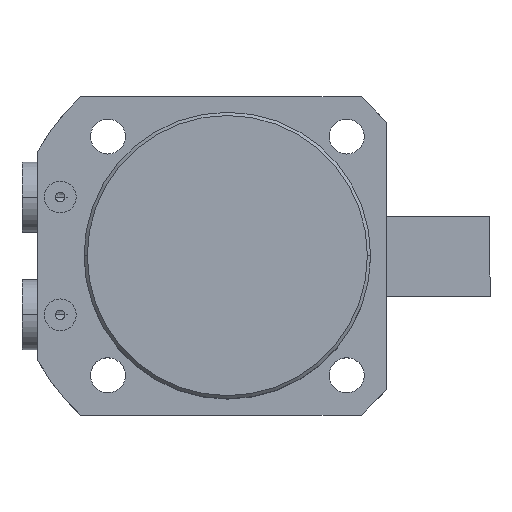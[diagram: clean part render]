
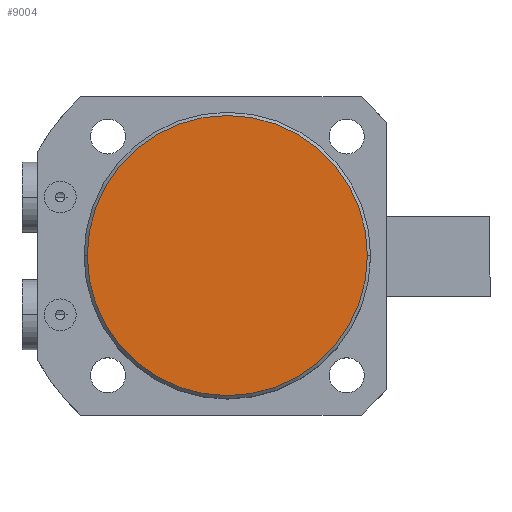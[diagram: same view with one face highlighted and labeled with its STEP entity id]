
A CAD part, top view. The second image highlights one B-rep face of the part: STEP entity #9004.
In plain terms, the highlighted planar face has unit normal (0, 0, 1).
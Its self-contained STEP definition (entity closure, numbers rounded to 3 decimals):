
#506 = PLANE ( 'NONE',  #6075 ) ;
#559 = CARTESIAN_POINT ( 'NONE',  ( 0., 0., 81. ) ) ;
#774 = DIRECTION ( 'NONE',  ( 1., 0., 0. ) ) ;
#786 = DIRECTION ( 'NONE',  ( 0., 0., 1. ) ) ;
#796 = CARTESIAN_POINT ( 'NONE',  ( 0., 0., 81. ) ) ;
#2709 = EDGE_CURVE ( 'NONE', #6814, #4023, #6092, .T. ) ;
#2883 = FACE_OUTER_BOUND ( 'NONE', #8456, .T. ) ;
#3575 = CARTESIAN_POINT ( 'NONE',  ( 44., 0., 81. ) ) ;
#4023 = VERTEX_POINT ( 'NONE', #3575 ) ;
#4167 = CARTESIAN_POINT ( 'NONE',  ( -44., 0., 81. ) ) ;
#5478 = ORIENTED_EDGE ( 'NONE', *, *, #2709, .T. ) ;
#6075 = AXIS2_PLACEMENT_3D ( 'NONE', #559, #9285, #9276 ) ;
#6092 = CIRCLE ( 'NONE', #7505, 44. ) ;
#6191 = CIRCLE ( 'NONE', #9221, 44. ) ;
#6814 = VERTEX_POINT ( 'NONE', #4167 ) ;
#7024 = DIRECTION ( 'NONE',  ( 1., 0., 0. ) ) ;
#7049 = DIRECTION ( 'NONE',  ( 0., 0., 1. ) ) ;
#7071 = CARTESIAN_POINT ( 'NONE',  ( 0., 0., 81. ) ) ;
#7212 = EDGE_CURVE ( 'NONE', #4023, #6814, #6191, .T. ) ;
#7505 = AXIS2_PLACEMENT_3D ( 'NONE', #7071, #7049, #7024 ) ;
#8456 = EDGE_LOOP ( 'NONE', ( #5478, #8685 ) ) ;
#8685 = ORIENTED_EDGE ( 'NONE', *, *, #7212, .T. ) ;
#9004 = ADVANCED_FACE ( 'NONE', ( #2883 ), #506, .T. ) ;
#9221 = AXIS2_PLACEMENT_3D ( 'NONE', #796, #786, #774 ) ;
#9276 = DIRECTION ( 'NONE',  ( 1., 0., 0. ) ) ;
#9285 = DIRECTION ( 'NONE',  ( 0., 0., 1. ) ) ;
